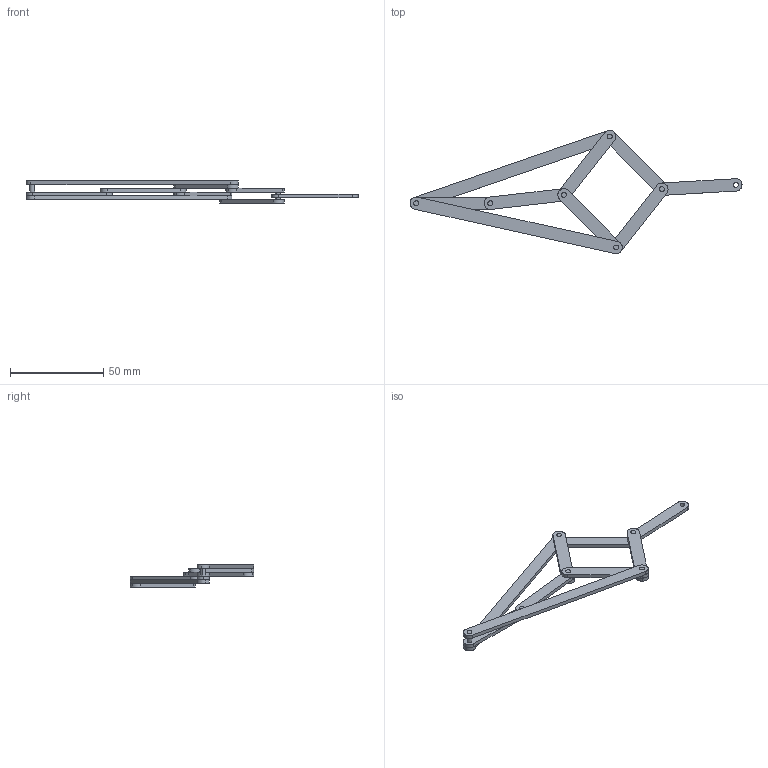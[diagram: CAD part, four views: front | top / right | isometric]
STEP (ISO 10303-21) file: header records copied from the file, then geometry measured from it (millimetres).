
FILE_DESCRIPTION(('FreeCAD Model'),'2;1');
FILE_NAME('Open CASCADE Shape Model','2025-05-03T02:41:59',('FreeCAD'),( 'FreeCAD'),'Open CASCADE STEP processor 7.6','FreeCAD','Unknown');
FILE_SCHEMA(('AUTOMOTIVE_DESIGN { 1 0 10303 214 1 1 1 1 }'));
Length unit declared in the file: millimetre
Products named in the file (1): Open CASCADE STEP translator 7.6 1
Bounding box: 177.78 x 66.05 x 11.91 mm (x, y, z)
Volume: 7135.1 mm3; surface area: 9985.5 mm2
Topology: 15 solids, 15 shells, 123 faces, 279 edges, 186 vertices
Faces by surface type: bspline 123
Entity records: 3679 total; most frequent: CARTESIAN_POINT 1993, ORIENTED_EDGE 558, EDGE_CURVE 279, VERTEX_POINT 186, FACE_BOUND 159, EDGE_LOOP 159, B_SPLINE_CURVE_WITH_KNOTS 129, ADVANCED_FACE 123
